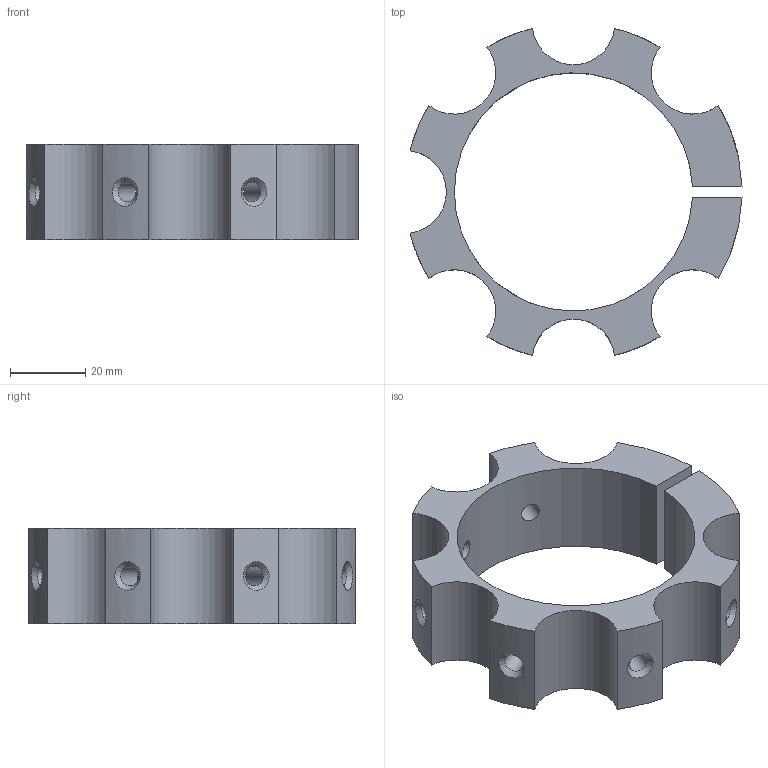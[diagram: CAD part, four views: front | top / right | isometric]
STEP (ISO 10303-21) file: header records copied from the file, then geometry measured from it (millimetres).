
FILE_DESCRIPTION(/* description */ (''),/* implementation_level */ '2;1');
FILE_NAME(/* name */ 'RBR_CLAMP_v2.2.step',/* time_stamp */ '2020-08-10T20:27:07-03:00',/* author */ (''),/* organization */ (''),/* preprocessor_version */ 'ST-DEVELOPER v18.1',/* originating_system */ 'Autodesk Translation Framework v9.3.0.1241',/* authorisation */ '');
FILE_SCHEMA (('AUTOMOTIVE_DESIGN { 1 0 10303 214 3 1 1 }'));
Length unit declared in the file: millimetre
Products named in the file (1): CTD CLAMP
Bounding box: 88.16 x 86.83 x 25.4 mm (x, y, z)
Volume: 43695.3 mm3; surface area: 19705.5 mm2
Topology: 1 solids, 1 shells, 38 faces, 112 edges, 76 vertices
Faces by surface type: cylinder 25, cone 8, plane 5
Full cylindrical faces by diameter (mm): 5.118 x7, 6.756 x1, 11.113 x1
Entity records: 1789 total; most frequent: CARTESIAN_POINT 707, ORIENTED_EDGE 222, DIRECTION 206, EDGE_CURVE 111, AXIS2_PLACEMENT_3D 83, VERTEX_POINT 76, EDGE_LOOP 53, CIRCLE 44
